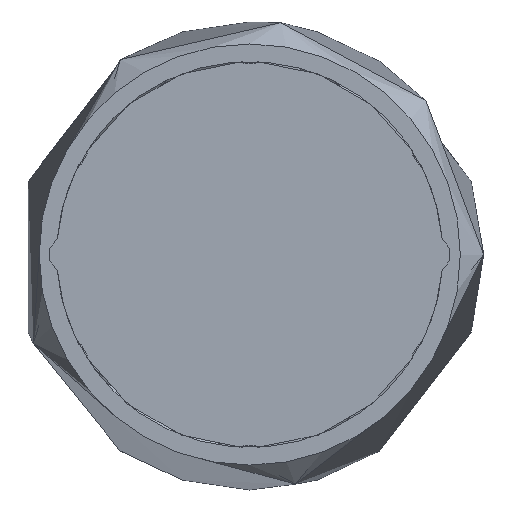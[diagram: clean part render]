
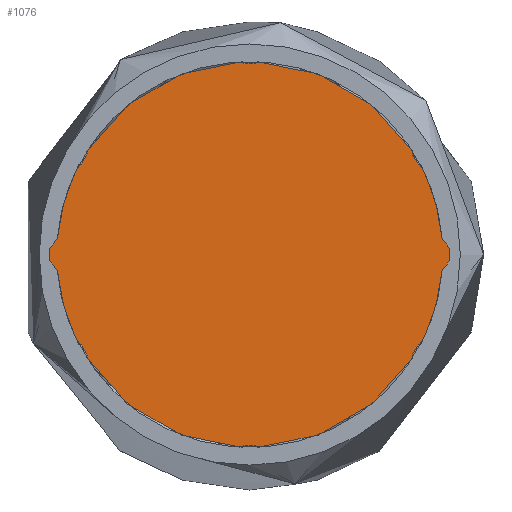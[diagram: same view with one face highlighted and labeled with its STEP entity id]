
A CAD part, top view. The second image highlights one B-rep face of the part: STEP entity #1076.
In plain terms, the highlighted planar face has unit normal (0, 0, 1).
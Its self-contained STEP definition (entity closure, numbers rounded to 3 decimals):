
#106=LINE('',#1669,#162);
#107=LINE('',#1677,#163);
#108=LINE('',#1681,#164);
#109=LINE('',#1685,#165);
#110=LINE('',#1689,#166);
#111=LINE('',#1693,#167);
#112=LINE('',#1697,#168);
#113=LINE('',#1705,#169);
#114=LINE('',#1709,#170);
#115=LINE('',#1713,#171);
#116=LINE('',#1717,#172);
#117=LINE('',#1720,#173);
#162=VECTOR('',#1310,0.068);
#163=VECTOR('',#1317,0.068);
#164=VECTOR('',#1320,0.068);
#165=VECTOR('',#1323,0.068);
#166=VECTOR('',#1326,0.068);
#167=VECTOR('',#1329,0.068);
#168=VECTOR('',#1332,0.068);
#169=VECTOR('',#1339,0.068);
#170=VECTOR('',#1342,0.068);
#171=VECTOR('',#1345,0.068);
#172=VECTOR('',#1348,0.068);
#173=VECTOR('',#1351,0.068);
#248=FACE_OUTER_BOUND('',#314,.T.);
#314=EDGE_LOOP('',(#759,#760,#761,#762,#763,#764,#765,#766,#767,#768,#769,
#770,#771,#772,#773,#774,#775,#776,#777,#778,#779,#780,#781,#782,#783,#784,
#785,#786));
#384=CIRCLE('',#1167,4.9);
#385=CIRCLE('',#1168,4.95);
#386=CIRCLE('',#1169,0.5);
#387=CIRCLE('',#1170,4.95);
#388=CIRCLE('',#1171,4.9);
#389=CIRCLE('',#1172,4.95);
#390=CIRCLE('',#1173,4.9);
#391=CIRCLE('',#1174,4.95);
#392=CIRCLE('',#1175,4.9);
#393=CIRCLE('',#1176,4.95);
#394=CIRCLE('',#1177,0.5);
#395=CIRCLE('',#1178,4.95);
#396=CIRCLE('',#1179,4.9);
#397=CIRCLE('',#1180,4.95);
#398=CIRCLE('',#1181,4.9);
#399=CIRCLE('',#1182,4.95);
#446=VERTEX_POINT('',#1665);
#447=VERTEX_POINT('',#1666);
#448=VERTEX_POINT('',#1668);
#449=VERTEX_POINT('',#1670);
#450=VERTEX_POINT('',#1672);
#451=VERTEX_POINT('',#1674);
#452=VERTEX_POINT('',#1676);
#453=VERTEX_POINT('',#1678);
#454=VERTEX_POINT('',#1680);
#455=VERTEX_POINT('',#1682);
#456=VERTEX_POINT('',#1684);
#457=VERTEX_POINT('',#1686);
#458=VERTEX_POINT('',#1688);
#459=VERTEX_POINT('',#1690);
#460=VERTEX_POINT('',#1692);
#461=VERTEX_POINT('',#1694);
#462=VERTEX_POINT('',#1696);
#463=VERTEX_POINT('',#1698);
#464=VERTEX_POINT('',#1700);
#465=VERTEX_POINT('',#1702);
#466=VERTEX_POINT('',#1704);
#467=VERTEX_POINT('',#1706);
#468=VERTEX_POINT('',#1708);
#469=VERTEX_POINT('',#1710);
#470=VERTEX_POINT('',#1712);
#471=VERTEX_POINT('',#1714);
#472=VERTEX_POINT('',#1716);
#473=VERTEX_POINT('',#1718);
#576=EDGE_CURVE('',#446,#447,#384,.T.);
#577=EDGE_CURVE('',#448,#446,#106,.T.);
#578=EDGE_CURVE('',#449,#448,#385,.T.);
#579=EDGE_CURVE('',#450,#449,#386,.T.);
#580=EDGE_CURVE('',#451,#450,#387,.T.);
#581=EDGE_CURVE('',#452,#451,#107,.T.);
#582=EDGE_CURVE('',#453,#452,#388,.T.);
#583=EDGE_CURVE('',#454,#453,#108,.T.);
#584=EDGE_CURVE('',#455,#454,#389,.T.);
#585=EDGE_CURVE('',#456,#455,#109,.T.);
#586=EDGE_CURVE('',#457,#456,#390,.T.);
#587=EDGE_CURVE('',#458,#457,#110,.T.);
#588=EDGE_CURVE('',#459,#458,#391,.T.);
#589=EDGE_CURVE('',#460,#459,#111,.T.);
#590=EDGE_CURVE('',#461,#460,#392,.T.);
#591=EDGE_CURVE('',#462,#461,#112,.T.);
#592=EDGE_CURVE('',#463,#462,#393,.T.);
#593=EDGE_CURVE('',#464,#463,#394,.T.);
#594=EDGE_CURVE('',#465,#464,#395,.T.);
#595=EDGE_CURVE('',#466,#465,#113,.T.);
#596=EDGE_CURVE('',#467,#466,#396,.T.);
#597=EDGE_CURVE('',#468,#467,#114,.T.);
#598=EDGE_CURVE('',#469,#468,#397,.T.);
#599=EDGE_CURVE('',#470,#469,#115,.T.);
#600=EDGE_CURVE('',#471,#470,#398,.T.);
#601=EDGE_CURVE('',#472,#471,#116,.T.);
#602=EDGE_CURVE('',#473,#472,#399,.T.);
#603=EDGE_CURVE('',#447,#473,#117,.T.);
#759=ORIENTED_EDGE('',*,*,#576,.F.);
#760=ORIENTED_EDGE('',*,*,#577,.F.);
#761=ORIENTED_EDGE('',*,*,#578,.F.);
#762=ORIENTED_EDGE('',*,*,#579,.F.);
#763=ORIENTED_EDGE('',*,*,#580,.F.);
#764=ORIENTED_EDGE('',*,*,#581,.F.);
#765=ORIENTED_EDGE('',*,*,#582,.F.);
#766=ORIENTED_EDGE('',*,*,#583,.F.);
#767=ORIENTED_EDGE('',*,*,#584,.F.);
#768=ORIENTED_EDGE('',*,*,#585,.F.);
#769=ORIENTED_EDGE('',*,*,#586,.F.);
#770=ORIENTED_EDGE('',*,*,#587,.F.);
#771=ORIENTED_EDGE('',*,*,#588,.F.);
#772=ORIENTED_EDGE('',*,*,#589,.F.);
#773=ORIENTED_EDGE('',*,*,#590,.F.);
#774=ORIENTED_EDGE('',*,*,#591,.F.);
#775=ORIENTED_EDGE('',*,*,#592,.F.);
#776=ORIENTED_EDGE('',*,*,#593,.F.);
#777=ORIENTED_EDGE('',*,*,#594,.F.);
#778=ORIENTED_EDGE('',*,*,#595,.F.);
#779=ORIENTED_EDGE('',*,*,#596,.F.);
#780=ORIENTED_EDGE('',*,*,#597,.F.);
#781=ORIENTED_EDGE('',*,*,#598,.F.);
#782=ORIENTED_EDGE('',*,*,#599,.F.);
#783=ORIENTED_EDGE('',*,*,#600,.F.);
#784=ORIENTED_EDGE('',*,*,#601,.F.);
#785=ORIENTED_EDGE('',*,*,#602,.F.);
#786=ORIENTED_EDGE('',*,*,#603,.F.);
#994=PLANE('',#1166);
#1076=ADVANCED_FACE('',(#248),#994,.F.);
#1166=AXIS2_PLACEMENT_3D('',#1664,#1306,#1307);
#1167=AXIS2_PLACEMENT_3D('',#1667,#1308,#1309);
#1168=AXIS2_PLACEMENT_3D('',#1671,#1311,#1312);
#1169=AXIS2_PLACEMENT_3D('',#1673,#1313,#1314);
#1170=AXIS2_PLACEMENT_3D('',#1675,#1315,#1316);
#1171=AXIS2_PLACEMENT_3D('',#1679,#1318,#1319);
#1172=AXIS2_PLACEMENT_3D('',#1683,#1321,#1322);
#1173=AXIS2_PLACEMENT_3D('',#1687,#1324,#1325);
#1174=AXIS2_PLACEMENT_3D('',#1691,#1327,#1328);
#1175=AXIS2_PLACEMENT_3D('',#1695,#1330,#1331);
#1176=AXIS2_PLACEMENT_3D('',#1699,#1333,#1334);
#1177=AXIS2_PLACEMENT_3D('',#1701,#1335,#1336);
#1178=AXIS2_PLACEMENT_3D('',#1703,#1337,#1338);
#1179=AXIS2_PLACEMENT_3D('',#1707,#1340,#1341);
#1180=AXIS2_PLACEMENT_3D('',#1711,#1343,#1344);
#1181=AXIS2_PLACEMENT_3D('',#1715,#1346,#1347);
#1182=AXIS2_PLACEMENT_3D('',#1719,#1349,#1350);
#1306=DIRECTION('center_axis',(0.,0.,-1.));
#1307=DIRECTION('ref_axis',(1.,0.,0.));
#1308=DIRECTION('center_axis',(0.,0.,-1.));
#1309=DIRECTION('ref_axis',(0.881,-0.473,0.));
#1310=DIRECTION('',(-0.966,-0.259,0.));
#1311=DIRECTION('center_axis',(0.,0.,-1.));
#1312=DIRECTION('ref_axis',(0.997,-0.083,0.));
#1313=DIRECTION('center_axis',(0.,0.,-1.));
#1314=DIRECTION('ref_axis',(0.566,0.825,0.));
#1315=DIRECTION('center_axis',(0.,0.,-1.));
#1316=DIRECTION('ref_axis',(0.885,0.465,0.));
#1317=DIRECTION('',(0.966,-0.259,0.));
#1318=DIRECTION('center_axis',(0.,0.,-1.));
#1319=DIRECTION('ref_axis',(0.85,0.526,0.));
#1320=DIRECTION('',(-0.259,-0.966,0.));
#1321=DIRECTION('center_axis',(0.,0.,-1.));
#1322=DIRECTION('ref_axis',(0.04,0.999,0.));
#1323=DIRECTION('',(0.707,0.707,0.));
#1324=DIRECTION('center_axis',(0.,0.,-1.));
#1325=DIRECTION('ref_axis',(-0.031,1.,0.));
#1326=DIRECTION('',(0.707,-0.707,0.));
#1327=DIRECTION('center_axis',(0.,0.,-1.));
#1328=DIRECTION('ref_axis',(-0.845,0.534,0.));
#1329=DIRECTION('',(-0.259,0.966,0.));
#1330=DIRECTION('center_axis',(0.,0.,-1.));
#1331=DIRECTION('ref_axis',(-0.881,0.473,0.));
#1332=DIRECTION('',(0.966,0.259,0.));
#1333=DIRECTION('center_axis',(0.,0.,-1.));
#1334=DIRECTION('ref_axis',(-0.997,0.083,0.));
#1335=DIRECTION('center_axis',(0.,0.,-1.));
#1336=DIRECTION('ref_axis',(-0.566,-0.825,0.));
#1337=DIRECTION('center_axis',(0.,0.,-1.));
#1338=DIRECTION('ref_axis',(-0.885,-0.465,0.));
#1339=DIRECTION('',(-0.966,0.259,0.));
#1340=DIRECTION('center_axis',(0.,0.,-1.));
#1341=DIRECTION('ref_axis',(-0.85,-0.526,0.));
#1342=DIRECTION('',(0.259,0.966,0.));
#1343=DIRECTION('center_axis',(0.,0.,-1.));
#1344=DIRECTION('ref_axis',(-0.04,-0.999,0.));
#1345=DIRECTION('',(-0.707,-0.707,0.));
#1346=DIRECTION('center_axis',(0.,0.,-1.));
#1347=DIRECTION('ref_axis',(0.031,-1.,0.));
#1348=DIRECTION('',(-0.707,0.707,0.));
#1349=DIRECTION('center_axis',(0.,0.,-1.));
#1350=DIRECTION('ref_axis',(0.845,-0.534,0.));
#1351=DIRECTION('',(0.259,-0.966,0.));
#1664=CARTESIAN_POINT('Origin',(0.,0.,32.5));
#1665=CARTESIAN_POINT('',(4.317,-2.319,32.5));
#1666=CARTESIAN_POINT('',(4.167,-2.579,32.5));
#1667=CARTESIAN_POINT('Origin',(0.,0.,32.5));
#1668=CARTESIAN_POINT('',(4.383,-2.301,32.5));
#1669=CARTESIAN_POINT('',(4.383,-2.301,32.5));
#1670=CARTESIAN_POINT('',(4.933,-0.412,32.5));
#1671=CARTESIAN_POINT('Origin',(0.,0.,32.5));
#1672=CARTESIAN_POINT('',(4.933,0.412,32.5));
#1673=CARTESIAN_POINT('Origin',(4.65,0.,32.5));
#1674=CARTESIAN_POINT('',(4.383,2.301,32.5));
#1675=CARTESIAN_POINT('Origin',(0.,0.,32.5));
#1676=CARTESIAN_POINT('',(4.317,2.319,32.5));
#1677=CARTESIAN_POINT('',(4.317,2.319,32.5));
#1678=CARTESIAN_POINT('',(4.167,2.579,32.5));
#1679=CARTESIAN_POINT('Origin',(0.,0.,32.5));
#1680=CARTESIAN_POINT('',(4.184,2.645,32.5));
#1681=CARTESIAN_POINT('',(4.184,2.645,32.5));
#1682=CARTESIAN_POINT('',(0.198,4.946,32.5));
#1683=CARTESIAN_POINT('Origin',(0.,0.,32.5));
#1684=CARTESIAN_POINT('',(0.15,4.898,32.5));
#1685=CARTESIAN_POINT('',(0.15,4.898,32.5));
#1686=CARTESIAN_POINT('',(-0.15,4.898,32.5));
#1687=CARTESIAN_POINT('Origin',(0.,0.,32.5));
#1688=CARTESIAN_POINT('',(-0.198,4.946,32.5));
#1689=CARTESIAN_POINT('',(-0.198,4.946,32.5));
#1690=CARTESIAN_POINT('',(-4.184,2.645,32.5));
#1691=CARTESIAN_POINT('Origin',(0.,0.,32.5));
#1692=CARTESIAN_POINT('',(-4.167,2.579,32.5));
#1693=CARTESIAN_POINT('',(-4.167,2.579,32.5));
#1694=CARTESIAN_POINT('',(-4.317,2.319,32.5));
#1695=CARTESIAN_POINT('Origin',(0.,0.,32.5));
#1696=CARTESIAN_POINT('',(-4.383,2.301,32.5));
#1697=CARTESIAN_POINT('',(-4.383,2.301,32.5));
#1698=CARTESIAN_POINT('',(-4.933,0.412,32.5));
#1699=CARTESIAN_POINT('Origin',(0.,0.,32.5));
#1700=CARTESIAN_POINT('',(-4.933,-0.412,32.5));
#1701=CARTESIAN_POINT('Origin',(-4.65,0.,32.5));
#1702=CARTESIAN_POINT('',(-4.383,-2.301,32.5));
#1703=CARTESIAN_POINT('Origin',(0.,0.,32.5));
#1704=CARTESIAN_POINT('',(-4.317,-2.319,32.5));
#1705=CARTESIAN_POINT('',(-4.317,-2.319,32.5));
#1706=CARTESIAN_POINT('',(-4.167,-2.579,32.5));
#1707=CARTESIAN_POINT('Origin',(0.,0.,32.5));
#1708=CARTESIAN_POINT('',(-4.184,-2.645,32.5));
#1709=CARTESIAN_POINT('',(-4.184,-2.645,32.5));
#1710=CARTESIAN_POINT('',(-0.198,-4.946,32.5));
#1711=CARTESIAN_POINT('Origin',(0.,0.,32.5));
#1712=CARTESIAN_POINT('',(-0.15,-4.898,32.5));
#1713=CARTESIAN_POINT('',(-0.15,-4.898,32.5));
#1714=CARTESIAN_POINT('',(0.15,-4.898,32.5));
#1715=CARTESIAN_POINT('Origin',(0.,0.,32.5));
#1716=CARTESIAN_POINT('',(0.198,-4.946,32.5));
#1717=CARTESIAN_POINT('',(0.198,-4.946,32.5));
#1718=CARTESIAN_POINT('',(4.184,-2.645,32.5));
#1719=CARTESIAN_POINT('Origin',(0.,0.,32.5));
#1720=CARTESIAN_POINT('',(4.167,-2.579,32.5));
